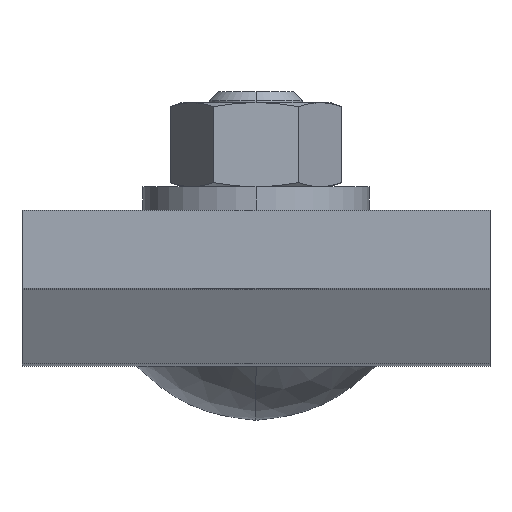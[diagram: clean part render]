
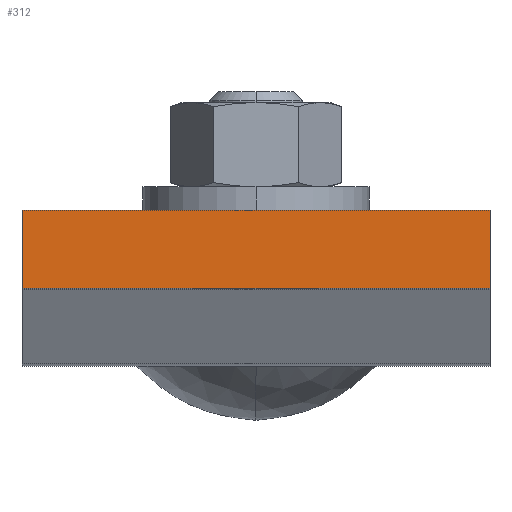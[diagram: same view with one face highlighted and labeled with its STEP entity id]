
A CAD part, front view. The second image highlights one B-rep face of the part: STEP entity #312.
In plain terms, the highlighted planar face has unit normal (0, -1, 0).
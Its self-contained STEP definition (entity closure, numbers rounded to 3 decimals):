
#312=ADVANCED_FACE('',(#567),#568,.T.);
#567=FACE_OUTER_BOUND('',#796,.T.);
#568=PLANE('',#797);
#796=EDGE_LOOP('',(#1314,#1315,#1316,#1317));
#797=AXIS2_PLACEMENT_3D('',#1318,#1319,#1320);
#1314=ORIENTED_EDGE('',*,*,#1602,.T.);
#1315=ORIENTED_EDGE('',*,*,#1603,.F.);
#1316=ORIENTED_EDGE('',*,*,#1604,.T.);
#1317=ORIENTED_EDGE('',*,*,#1599,.T.);
#1318=CARTESIAN_POINT('',(60.0,0.0,21.88));
#1319=DIRECTION('',(0.0,-1.0,0.0));
#1320=DIRECTION('',(0.0,0.0,1.0));
#1599=EDGE_CURVE('',#1908,#1906,#1909,.T.);
#1602=EDGE_CURVE('',#1906,#1912,#1913,.T.);
#1603=EDGE_CURVE('',#1914,#1912,#1915,.T.);
#1604=EDGE_CURVE('',#1914,#1908,#1916,.T.);
#1906=VERTEX_POINT('',#2558);
#1908=VERTEX_POINT('',#2561);
#1909=LINE('',#2562,#2563);
#1912=VERTEX_POINT('',#2567);
#1913=LINE('',#2568,#2569);
#1914=VERTEX_POINT('',#2570);
#1915=LINE('',#2571,#2572);
#1916=LINE('',#2573,#2574);
#2558=CARTESIAN_POINT('',(0.0,0.0,26.88));
#2561=CARTESIAN_POINT('',(60.0,0.0,26.88));
#2562=CARTESIAN_POINT('',(60.0,0.0,26.88));
#2563=VECTOR('',#2807,1.0);
#2567=CARTESIAN_POINT('',(0.0,0.0,16.88));
#2568=CARTESIAN_POINT('',(0.0,0.0,16.88));
#2569=VECTOR('',#2809,1.0);
#2570=CARTESIAN_POINT('',(60.0,0.0,16.88));
#2571=CARTESIAN_POINT('',(60.0,0.0,16.88));
#2572=VECTOR('',#2810,1.0);
#2573=CARTESIAN_POINT('',(60.0,0.0,16.88));
#2574=VECTOR('',#2811,1.0);
#2807=DIRECTION('',(-1.0,0.0,0.0));
#2809=DIRECTION('',(0.0,0.0,-1.0));
#2810=DIRECTION('',(-1.0,0.0,0.0));
#2811=DIRECTION('',(0.0,0.0,1.0));
